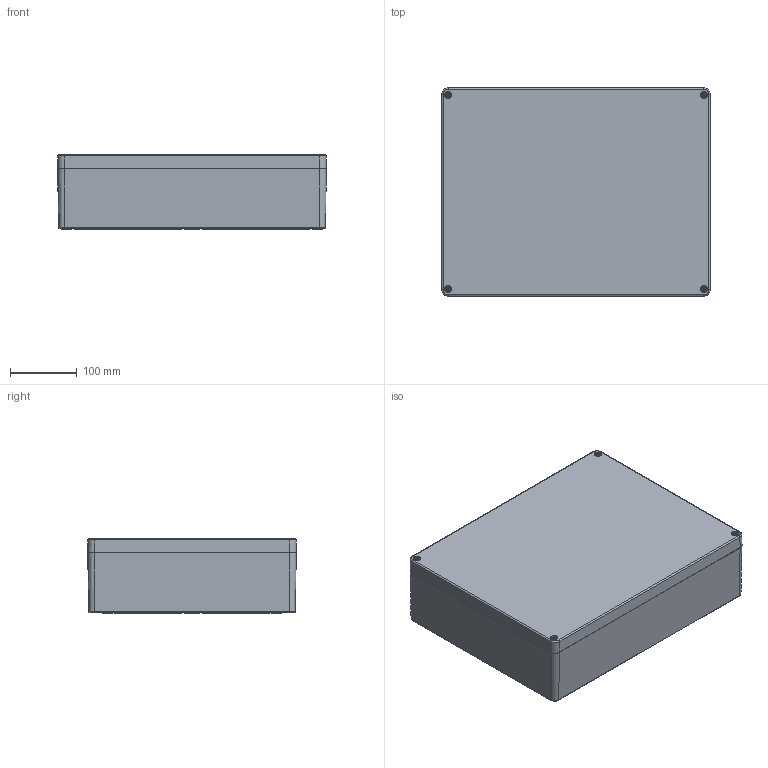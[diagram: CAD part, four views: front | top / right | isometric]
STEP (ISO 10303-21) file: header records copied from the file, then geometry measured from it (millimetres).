
FILE_DESCRIPTION((''),'2;1');
FILE_NAME('0101103500-MBA_403111_VE.stp','2015-01-30T12:47:56',('robin.rentz'),(''),'Autodesk Inventor 2012','Autodesk Inventor 2012','');
FILE_SCHEMA(('AUTOMOTIVE_DESIGN { 1 2 10303 214 0 1 1 1 }'));
Length unit declared in the file: millimetre
Products named in the file (5): 0101103500-MBA_403111_VE; 0100103502-UT_403111; 0100103601-OT_403111_VE; Schraube BM 6x30; xxx-O-Ring-MBA_403111
Assembly tree (7 placements, depth 2):
  0101103500-MBA_403111_VE
    0100103502-UT_403111
    0100103601-OT_403111_VE
    Schraube BM 6x30  x4
    xxx-O-Ring-MBA_403111
Bounding box: 402 x 312 x 112 mm (x, y, z)
Volume: 2536148.2 mm3; surface area: 842999.1 mm2
Topology: 7 solids, 7 shells, 1422 faces, 3596 edges, 2286 vertices
Faces by surface type: plane 554, bspline 354, cylinder 204, torus 166, cone 139, sphere 5
Full cylindrical faces by diameter (mm): 4.917 x10, 5 x8, 6 x4, 7 x4, 7.5 x4, 9 x4, 10 x8, 11 x4, 15 x1
Entity records: 41797 total; most frequent: CARTESIAN_POINT 12966, ORIENTED_EDGE 6308, DIRECTION 5027, EDGE_CURVE 3154, VERTEX_POINT 2066, AXIS2_PLACEMENT_3D 1677, VECTOR 1673, LINE 1673
